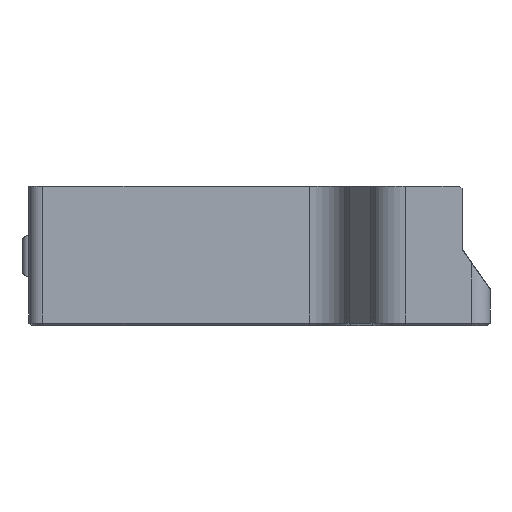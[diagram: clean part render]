
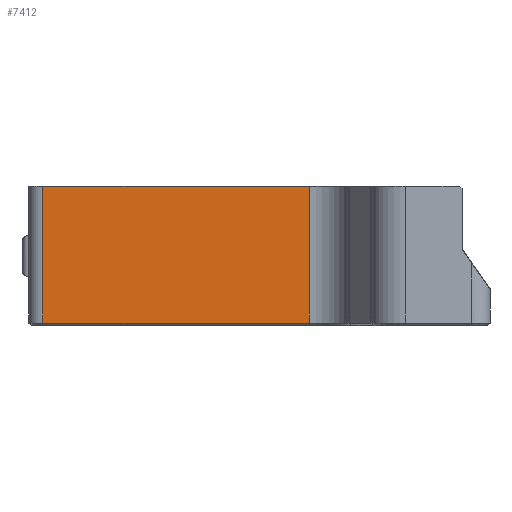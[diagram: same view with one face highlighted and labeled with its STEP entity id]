
A CAD part, left-side view. The second image highlights one B-rep face of the part: STEP entity #7412.
In plain terms, the highlighted planar face has unit normal (-1, 0, 0).
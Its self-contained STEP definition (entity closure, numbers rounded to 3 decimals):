
#307=PLANE('',#7933);
#644=FACE_OUTER_BOUND('',#1050,.T.);
#1050=EDGE_LOOP('',(#6025,#6026,#6027,#6028));
#1498=LINE('',#11040,#2339);
#1764=LINE('',#11633,#2605);
#1765=LINE('',#11636,#2606);
#1766=LINE('',#11637,#2607);
#2339=VECTOR('',#8877,10.);
#2605=VECTOR('',#9447,10.);
#2606=VECTOR('',#9450,10.);
#2607=VECTOR('',#9451,10.);
#3362=VERTEX_POINT('',#11035);
#3363=VERTEX_POINT('',#11039);
#3538=VERTEX_POINT('',#11631);
#3539=VERTEX_POINT('',#11635);
#4168=EDGE_CURVE('',#3362,#3363,#1498,.T.);
#4466=EDGE_CURVE('',#3362,#3538,#1764,.T.);
#4467=EDGE_CURVE('',#3539,#3538,#1765,.T.);
#4468=EDGE_CURVE('',#3363,#3539,#1766,.T.);
#6025=ORIENTED_EDGE('',*,*,#4168,.F.);
#6026=ORIENTED_EDGE('',*,*,#4466,.T.);
#6027=ORIENTED_EDGE('',*,*,#4467,.F.);
#6028=ORIENTED_EDGE('',*,*,#4468,.F.);
#7412=ADVANCED_FACE('',(#644),#307,.T.);
#7933=AXIS2_PLACEMENT_3D('',#11634,#9448,#9449);
#8877=DIRECTION('',(0.,1.,0.));
#9447=DIRECTION('',(0.,0.,1.));
#9448=DIRECTION('center_axis',(-1.,0.,0.));
#9449=DIRECTION('ref_axis',(0.,1.,0.));
#9450=DIRECTION('',(0.,-1.,0.));
#9451=DIRECTION('',(0.,0.,1.));
#11035=CARTESIAN_POINT('',(-187.4,-7.602,-9.6));
#11039=CARTESIAN_POINT('',(-187.4,30.5,-9.6));
#11040=CARTESIAN_POINT('',(-187.4,14.106,-9.6));
#11631=CARTESIAN_POINT('',(-187.4,-7.602,10.));
#11633=CARTESIAN_POINT('',(-187.4,-7.602,8.));
#11634=CARTESIAN_POINT('Origin',(-187.4,30.5,-11.));
#11635=CARTESIAN_POINT('',(-187.4,30.5,10.));
#11636=CARTESIAN_POINT('',(-187.4,15.25,10.));
#11637=CARTESIAN_POINT('',(-187.4,30.5,8.));
